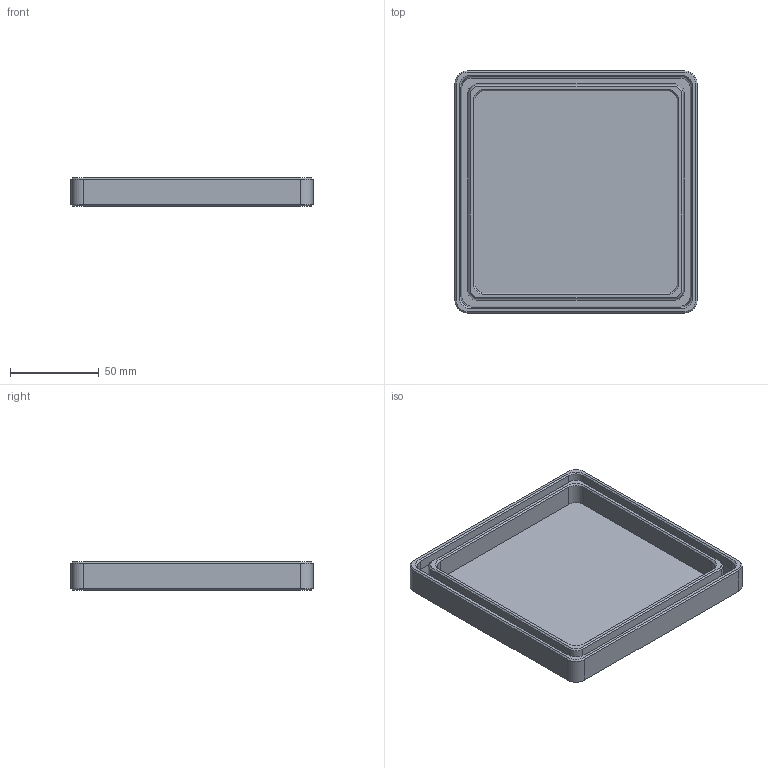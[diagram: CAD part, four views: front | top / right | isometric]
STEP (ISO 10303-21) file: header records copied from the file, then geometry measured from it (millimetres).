
FILE_DESCRIPTION(/* description */ (''),/* implementation_level */ '2;1');
FILE_NAME(/* name */ '5-in OD Fence Post End Cap v2.step',/* time_stamp */ '2025-04-26T21:54:42-07:00',/* author */ (''),/* organization */ (''),/* preprocessor_version */ 'ST-DEVELOPER v20.1',/* originating_system */ 'Autodesk Translation Framework v14.4.0.0',/* authorisation */ '');
FILE_SCHEMA (('AUTOMOTIVE_DESIGN { 1 0 10303 214 3 1 1 }'));
Length unit declared in the file: inch
Products named in the file (1): 5" OD Fence Post End Cap
Bounding box: 136.53 x 136.53 x 15.88 mm (x, y, z)
Volume: 101179.6 mm3; surface area: 61959.2 mm2
Topology: 1 solids, 1 shells, 93 faces, 208 edges, 120 vertices
Faces by surface type: plane 49, cone 28, cylinder 16
Entity records: 2549 total; most frequent: DIRECTION 456, CARTESIAN_POINT 422, ORIENTED_EDGE 416, EDGE_CURVE 208, AXIS2_PLACEMENT_3D 154, LINE 148, VECTOR 148, VERTEX_POINT 120
